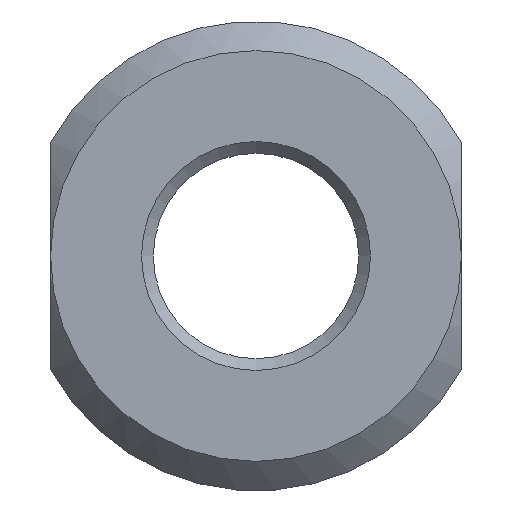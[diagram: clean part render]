
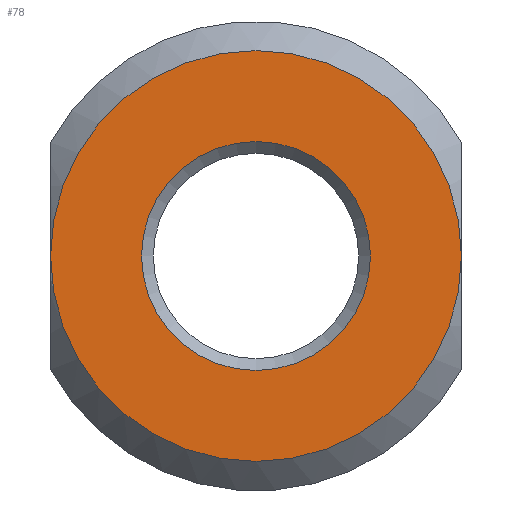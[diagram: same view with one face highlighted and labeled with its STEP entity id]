
A CAD part, front view. The second image highlights one B-rep face of the part: STEP entity #78.
In plain terms, the highlighted planar face has unit normal (0, -1, 0).
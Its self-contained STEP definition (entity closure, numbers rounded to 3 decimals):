
#78=ADVANCED_FACE('',(#104,#105),#96,.T.);
#96=PLANE('',#342);
#104=FACE_BOUND('',#123,.T.);
#105=FACE_BOUND('',#124,.T.);
#123=EDGE_LOOP('',(#191));
#124=EDGE_LOOP('',(#192,#193));
#191=ORIENTED_EDGE('',*,*,#288,.T.);
#192=ORIENTED_EDGE('',*,*,#289,.T.);
#193=ORIENTED_EDGE('',*,*,#290,.T.);
#257=VERTEX_POINT('',#487);
#259=VERTEX_POINT('',#501);
#260=VERTEX_POINT('',#503);
#288=EDGE_CURVE('',#259,#259,#316,.T.);
#289=EDGE_CURVE('',#260,#257,#317,.T.);
#290=EDGE_CURVE('',#257,#260,#318,.T.);
#316=CIRCLE('',#339,1.95);
#317=CIRCLE('',#340,3.5);
#318=CIRCLE('',#341,3.5);
#339=AXIS2_PLACEMENT_3D('',#500,#397,#398);
#340=AXIS2_PLACEMENT_3D('',#502,#399,#400);
#341=AXIS2_PLACEMENT_3D('',#504,#401,#402);
#342=AXIS2_PLACEMENT_3D('',#505,#403,#404);
#397=DIRECTION('',(0.,1.,0.));
#398=DIRECTION('',(0.,0.,-1.));
#399=DIRECTION('',(0.,-1.,0.));
#400=DIRECTION('',(0.,0.,-1.));
#401=DIRECTION('',(0.,-1.,0.));
#402=DIRECTION('',(0.,0.,-1.));
#403=DIRECTION('',(0.,-1.,0.));
#404=DIRECTION('',(0.,0.,-1.));
#487=CARTESIAN_POINT('',(-3.5,-79.,1472.9));
#500=CARTESIAN_POINT('',(0.,-79.,1472.9));
#501=CARTESIAN_POINT('',(0.,-79.,1470.95));
#502=CARTESIAN_POINT('',(0.,-79.,1472.9));
#503=CARTESIAN_POINT('',(3.5,-79.,1472.9));
#504=CARTESIAN_POINT('',(0.,-79.,1472.9));
#505=CARTESIAN_POINT('',(0.,-79.,1472.9));
